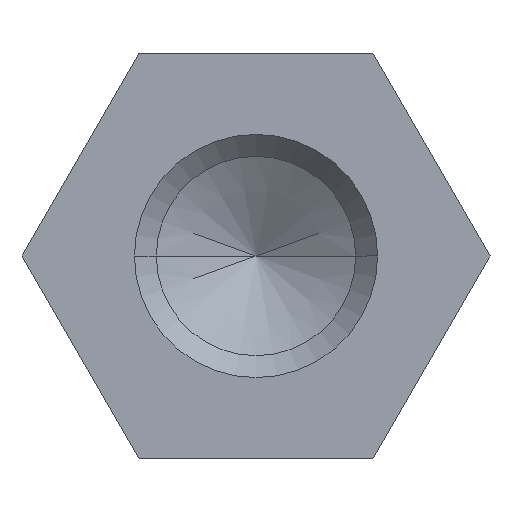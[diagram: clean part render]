
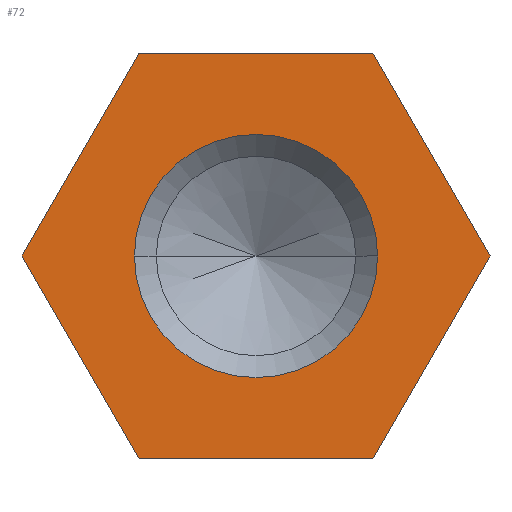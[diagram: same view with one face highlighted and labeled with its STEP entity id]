
A CAD part, left-side view. The second image highlights one B-rep face of the part: STEP entity #72.
In plain terms, the highlighted planar face has unit normal (-1, 0, 0).
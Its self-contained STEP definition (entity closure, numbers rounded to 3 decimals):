
#72=ADVANCED_FACE('',(#129,#130),#131,.F.);
#129=FACE_BOUND('',#187,.T.);
#130=FACE_OUTER_BOUND('',#188,.T.);
#131=PLANE('',#189);
#187=EDGE_LOOP('',(#372,#373));
#188=EDGE_LOOP('',(#374,#375,#376,#377,#378,#379));
#189=AXIS2_PLACEMENT_3D('',#380,#381,#382);
#372=ORIENTED_EDGE('',*,*,#410,.T.);
#373=ORIENTED_EDGE('',*,*,#411,.T.);
#374=ORIENTED_EDGE('',*,*,#438,.F.);
#375=ORIENTED_EDGE('',*,*,#423,.F.);
#376=ORIENTED_EDGE('',*,*,#427,.F.);
#377=ORIENTED_EDGE('',*,*,#430,.F.);
#378=ORIENTED_EDGE('',*,*,#433,.F.);
#379=ORIENTED_EDGE('',*,*,#436,.F.);
#380=CARTESIAN_POINT('',(0.0,0.,0.));
#381=DIRECTION('',(1.0,0.0,0.0));
#382=DIRECTION('',(0.0,0.0,-1.0));
#410=EDGE_CURVE('',#485,#487,#489,.T.);
#411=EDGE_CURVE('',#487,#485,#490,.T.);
#423=EDGE_CURVE('',#503,#505,#506,.T.);
#427=EDGE_CURVE('',#510,#503,#512,.T.);
#430=EDGE_CURVE('',#515,#510,#517,.T.);
#433=EDGE_CURVE('',#520,#515,#522,.T.);
#436=EDGE_CURVE('',#525,#520,#527,.T.);
#438=EDGE_CURVE('',#505,#525,#529,.T.);
#485=VERTEX_POINT('',#590);
#487=VERTEX_POINT('',#593);
#489=CIRCLE('',#596,1.5);
#490=CIRCLE('',#597,1.5);
#503=VERTEX_POINT('',#611);
#505=VERTEX_POINT('',#614);
#506=LINE('',#615,#616);
#510=VERTEX_POINT('',#622);
#512=LINE('',#625,#626);
#515=VERTEX_POINT('',#630);
#517=LINE('',#633,#634);
#520=VERTEX_POINT('',#638);
#522=LINE('',#641,#642);
#525=VERTEX_POINT('',#646);
#527=LINE('',#649,#650);
#529=LINE('',#653,#654);
#590=CARTESIAN_POINT('',(0.0,1.5,0.0));
#593=CARTESIAN_POINT('',(0.0,-1.5,0.));
#596=AXIS2_PLACEMENT_3D('',#704,#705,#706);
#597=AXIS2_PLACEMENT_3D('',#707,#708,#709);
#611=CARTESIAN_POINT('',(0.0,-1.443,2.5));
#614=CARTESIAN_POINT('',(0.0,-2.887,0.));
#615=CARTESIAN_POINT('',(0.0,-1.443,2.5));
#616=VECTOR('',#739,1.0);
#622=CARTESIAN_POINT('',(0.0,1.443,2.5));
#625=CARTESIAN_POINT('',(0.0,1.443,2.5));
#626=VECTOR('',#743,1.0);
#630=CARTESIAN_POINT('',(0.0,2.887,0.));
#633=CARTESIAN_POINT('',(0.0,2.887,0.));
#634=VECTOR('',#746,1.0);
#638=CARTESIAN_POINT('',(0.0,1.443,-2.5));
#641=CARTESIAN_POINT('',(0.0,1.443,-2.5));
#642=VECTOR('',#749,1.0);
#646=CARTESIAN_POINT('',(0.0,-1.443,-2.5));
#649=CARTESIAN_POINT('',(0.0,-1.443,-2.5));
#650=VECTOR('',#752,1.0);
#653=CARTESIAN_POINT('',(0.0,-2.887,0.));
#654=VECTOR('',#754,1.0);
#704=CARTESIAN_POINT('',(0.0,0.0,0.0));
#705=DIRECTION('',(1.0,0.0,0.0));
#706=DIRECTION('',(0.0,1.0,0.0));
#707=CARTESIAN_POINT('',(0.0,0.0,0.0));
#708=DIRECTION('',(1.0,0.0,0.0));
#709=DIRECTION('',(0.0,1.0,0.0));
#739=DIRECTION('',(0.0,-0.5,-0.866));
#743=DIRECTION('',(0.0,-1.0,0.));
#746=DIRECTION('',(0.0,-0.5,0.866));
#749=DIRECTION('',(0.0,0.5,0.866));
#752=DIRECTION('',(0.0,1.0,0.0));
#754=DIRECTION('',(0.0,0.5,-0.866));
